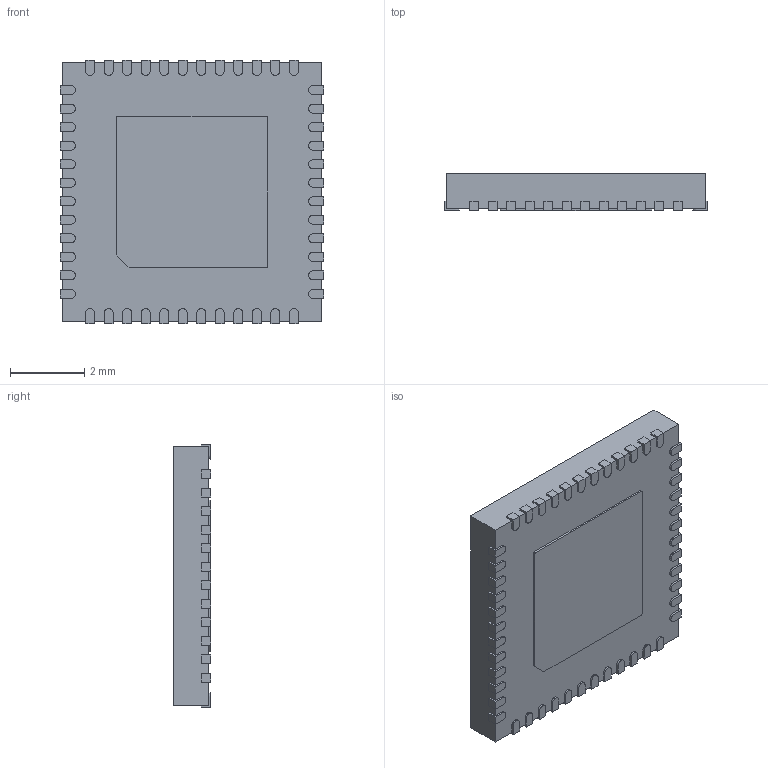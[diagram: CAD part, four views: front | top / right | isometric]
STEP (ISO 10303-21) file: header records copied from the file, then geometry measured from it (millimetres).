
FILE_DESCRIPTION (( 'STEP AP214' ), '1' );
FILE_NAME ( 'QFN49P50_700X700X100L40X24T410N_Q2.step', '2020-06-10T14:12:24', ( '' ), ( '' ), 'Part was generated with the free Library Expert Lite available at www.PCBLibraries.com. Removing line will violate the End User License Agreement.', '©2017 PCB Libraries, Inc.', '' );
FILE_SCHEMA (( 'AUTOMOTIVE_DESIGN' ));
Length unit declared in the file: millimetre
Products named in the file (1): QFN49P50_700X700X100L40X24T410N_Q2
Bounding box: 7.1 x 1 x 7.1 mm (x, y, z)
Volume: 47.7 mm3; surface area: 176 mm2
Topology: 50 solids, 50 shells, 451 faces, 1050 edges, 700 vertices
Faces by surface type: plane 350, cylinder 99, torus 2
Entity records: 14559 total; most frequent: CARTESIAN_POINT 2202, DIRECTION 2158, ORIENTED_EDGE 2100, EDGE_CURVE 1050, VECTOR 846, LINE 846, VERTEX_POINT 700, AXIS2_PLACEMENT_3D 656
